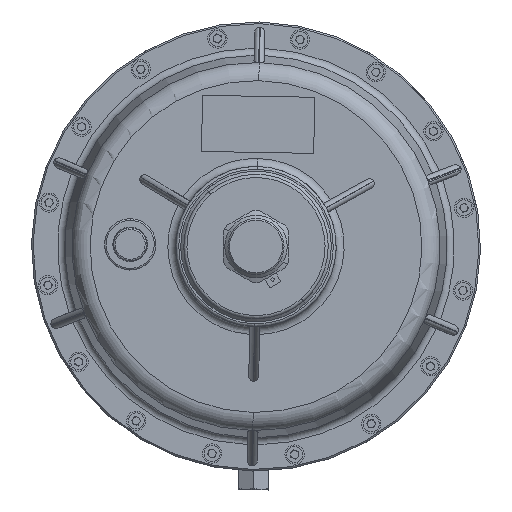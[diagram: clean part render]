
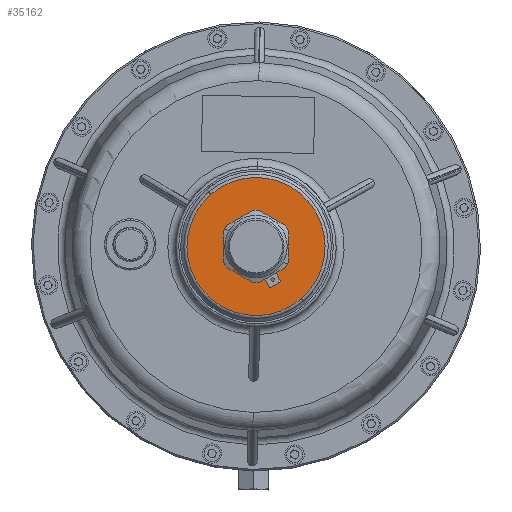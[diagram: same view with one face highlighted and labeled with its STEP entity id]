
A CAD part, front view. The second image highlights one B-rep face of the part: STEP entity #35162.
In plain terms, the highlighted planar face has unit normal (0, -1, 0).
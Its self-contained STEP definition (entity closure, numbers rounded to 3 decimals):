
#542 = CIRCLE ( 'NONE', #49706, 43.1 ) ;
#5644 = CIRCLE ( 'NONE', #18432, 43.1 ) ;
#6115 = CARTESIAN_POINT ( 'NONE',  ( 601.942, -605.8, -465.163 ) ) ;
#6764 = VERTEX_POINT ( 'NONE', #6115 ) ;
#6798 = CARTESIAN_POINT ( 'NONE',  ( 573.663, -605.8, -432.637 ) ) ;
#10271 = CIRCLE ( 'NONE', #32436, 16.5 ) ;
#11760 = EDGE_CURVE ( 'NONE', #6764, #16102, #542, .T. ) ;
#13704 = VERTEX_POINT ( 'NONE', #40999 ) ;
#15784 = CARTESIAN_POINT ( 'NONE',  ( 573.663, -605.8, -432.637 ) ) ;
#16102 = VERTEX_POINT ( 'NONE', #34081 ) ;
#16729 = AXIS2_PLACEMENT_3D ( 'NONE', #42889, #21091, #37579 ) ;
#18432 = AXIS2_PLACEMENT_3D ( 'NONE', #38753, #59124, #27331 ) ;
#19675 = FACE_OUTER_BOUND ( 'NONE', #61604, .T. ) ;
#19798 = CIRCLE ( 'NONE', #35129, 16.5 ) ;
#21091 = DIRECTION ( 'NONE',  ( 0., -1., 0. ) ) ;
#21131 = DIRECTION ( 'NONE',  ( 0., -1., 0. ) ) ;
#21827 = CARTESIAN_POINT ( 'NONE',  ( 573.663, -605.8, -432.637 ) ) ;
#22091 = ORIENTED_EDGE ( 'NONE', *, *, #64954, .T. ) ;
#25857 = VERTEX_POINT ( 'NONE', #31064 ) ;
#27331 = DIRECTION ( 'NONE',  ( -0.656, 0., 0.755 ) ) ;
#28648 = ORIENTED_EDGE ( 'NONE', *, *, #11760, .T. ) ;
#31064 = CARTESIAN_POINT ( 'NONE',  ( 562.837, -605.8, -420.185 ) ) ;
#31561 = PLANE ( 'NONE',  #16729 ) ;
#32436 = AXIS2_PLACEMENT_3D ( 'NONE', #15784, #21131, #48520 ) ;
#34081 = CARTESIAN_POINT ( 'NONE',  ( 545.384, -605.8, -400.112 ) ) ;
#35129 = AXIS2_PLACEMENT_3D ( 'NONE', #6798, #65932, #43942 ) ;
#35162 = ADVANCED_FACE ( 'NONE', ( #19675, #53671 ), #31561, .T. ) ;
#37579 = DIRECTION ( 'NONE',  ( -0.656, 0., 0.755 ) ) ;
#37872 = DIRECTION ( 'NONE',  ( 0., -1., 0. ) ) ;
#38159 = EDGE_CURVE ( 'NONE', #25857, #13704, #10271, .T. ) ;
#38753 = CARTESIAN_POINT ( 'NONE',  ( 573.663, -605.8, -432.637 ) ) ;
#40999 = CARTESIAN_POINT ( 'NONE',  ( 584.489, -605.8, -445.089 ) ) ;
#42529 = EDGE_LOOP ( 'NONE', ( #59996, #43199 ) ) ;
#42889 = CARTESIAN_POINT ( 'NONE',  ( 573.663, -605.8, -432.637 ) ) ;
#43199 = ORIENTED_EDGE ( 'NONE', *, *, #44653, .F. ) ;
#43942 = DIRECTION ( 'NONE',  ( -0.656, 0., 0.755 ) ) ;
#44653 = EDGE_CURVE ( 'NONE', #13704, #25857, #19798, .T. ) ;
#48520 = DIRECTION ( 'NONE',  ( -0.656, 0., 0.755 ) ) ;
#49706 = AXIS2_PLACEMENT_3D ( 'NONE', #21827, #37872, #53583 ) ;
#53583 = DIRECTION ( 'NONE',  ( -0.656, 0., 0.755 ) ) ;
#53671 = FACE_BOUND ( 'NONE', #42529, .T. ) ;
#59124 = DIRECTION ( 'NONE',  ( 0., -1., 0. ) ) ;
#59996 = ORIENTED_EDGE ( 'NONE', *, *, #38159, .F. ) ;
#61604 = EDGE_LOOP ( 'NONE', ( #22091, #28648 ) ) ;
#64954 = EDGE_CURVE ( 'NONE', #16102, #6764, #5644, .T. ) ;
#65932 = DIRECTION ( 'NONE',  ( 0., -1., 0. ) ) ;
